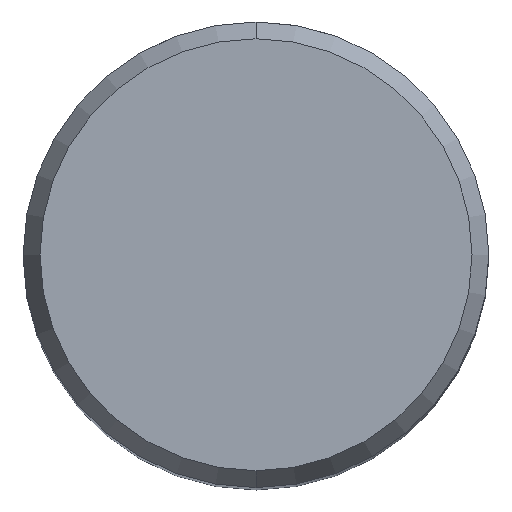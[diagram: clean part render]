
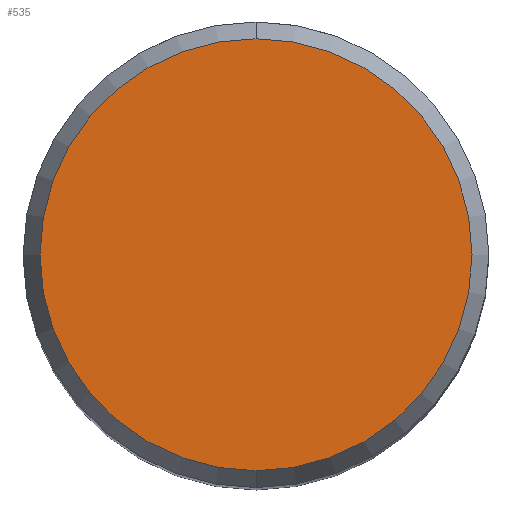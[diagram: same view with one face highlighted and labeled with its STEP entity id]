
A CAD part, top view. The second image highlights one B-rep face of the part: STEP entity #535.
In plain terms, the highlighted planar face has unit normal (0, 0, 1).
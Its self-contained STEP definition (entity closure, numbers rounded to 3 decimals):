
#375=VERTEX_POINT('',#1024);
#455=VERTEX_POINT('',#1110);
#535=ADVANCED_FACE('',(#1200),#1201,.T.);
#713=EDGE_CURVE('',#455,#375,#1393,.T.);
#825=EDGE_CURVE('',#375,#455,#1514,.T.);
#1024=CARTESIAN_POINT('',(0.,-7.423,0.0));
#1110=CARTESIAN_POINT('',(0.0,7.423,0.0));
#1200=FACE_OUTER_BOUND('',#2445,.T.);
#1201=PLANE('',#2446);
#1393=CIRCLE('',#3934,7.423);
#1514=CIRCLE('',#4437,7.423);
#2445=EDGE_LOOP('',(#7740,#7741));
#2446=AXIS2_PLACEMENT_3D('',#7742,#7743,#7744);
#3934=AXIS2_PLACEMENT_3D('',#7938,#7939,#7940);
#4437=AXIS2_PLACEMENT_3D('',#8047,#8048,#8049);
#7740=ORIENTED_EDGE('',*,*,#713,.F.);
#7741=ORIENTED_EDGE('',*,*,#825,.F.);
#7742=CARTESIAN_POINT('',(0.0,3.711,0.0));
#7743=DIRECTION('',(-0.0,0.0,1.0));
#7744=DIRECTION('',(0.0,-1.0,0.0));
#7938=CARTESIAN_POINT('',(0.0,0.0,0.0));
#7939=DIRECTION('',(0.0,0.0,-1.0));
#7940=DIRECTION('',(0.0,1.0,0.0));
#8047=CARTESIAN_POINT('',(0.0,0.0,0.0));
#8048=DIRECTION('',(0.0,0.0,-1.0));
#8049=DIRECTION('',(0.0,1.0,0.0));
